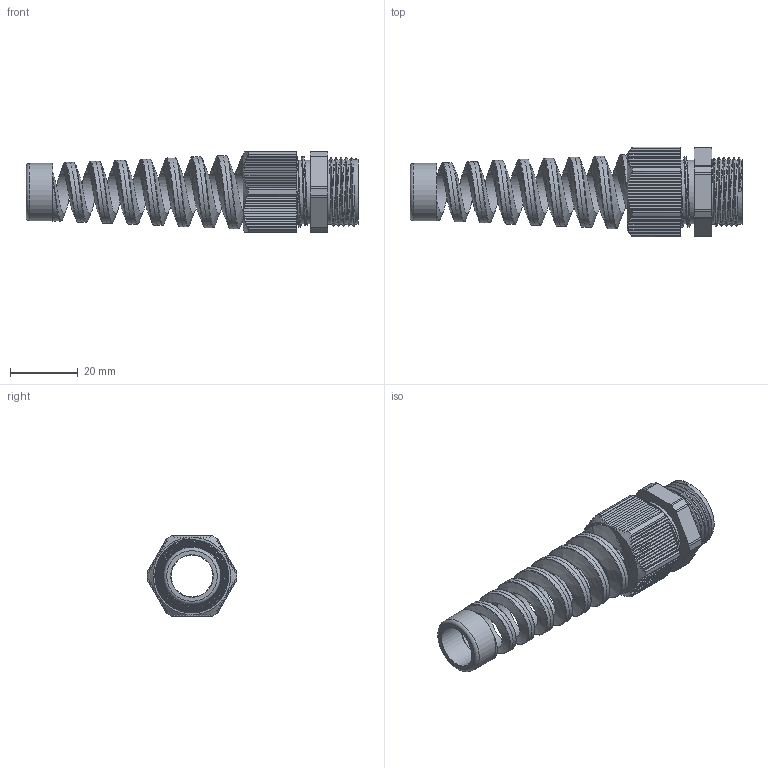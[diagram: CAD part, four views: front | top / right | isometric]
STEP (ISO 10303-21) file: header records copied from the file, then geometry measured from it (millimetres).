
FILE_DESCRIPTION(/* description */ ('Euro-Top mit BS PG13,5'),/* implementation_level */ '2;1');
FILE_NAME(/* name */ '11380413-RST.stp',/* time_stamp */ '2016-06-22T13:24:48+02:00',/* author */ ('SL'),/* organization */ (''),/* preprocessor_version */ 'ST-DEVELOPER v15.2',/* originating_system */ 'Autodesk Inventor 2014',/* authorisation */ '');
FILE_SCHEMA (('AUTOMOTIVE_DESIGN { 1 0 10303 214 3 1 1 }'));
Length unit declared in the file: millimetre
Products named in the file (7): Euro-Top-BS-04-BT-0002-11380413; Euro-Top-BS-04-BT-0001-11380413; Euro-Top-BS-04-BT-0004-11380413; Euro-Top-BS-04-BT-0005-11380413; Euro-Top-BS-04-BG-0001-11380413-BS; Euro-Top-BS-04-BT-0003-11380413; Euro-Top-BS-04-BG-0002-11380413
Assembly tree (6 placements, depth 3):
  Euro-Top-BS-04-BG-0002-11380413
    Euro-Top-BS-04-BT-0002-11380413
    Euro-Top-BS-04-BG-0001-11380413-BS
      Euro-Top-BS-04-BT-0001-11380413
      Euro-Top-BS-04-BT-0004-11380413
      Euro-Top-BS-04-BT-0005-11380413
    Euro-Top-BS-04-BT-0003-11380413
Bounding box: 98 x 26.55 x 24 mm (x, y, z)
Volume: 13797.2 mm3; surface area: 16928.2 mm2
Topology: 5 solids, 5 shells, 468 faces, 1297 edges, 844 vertices
Faces by surface type: plane 255, cylinder 133, bspline 46, torus 23, cone 11
Full cylindrical faces by diameter (mm): 12.3 x1, 12.6 x1, 12.7 x1, 14.72 x1, 15.3 x1, 15.55 x1, 16.9 x1, 18.76 x5, 19.07 x6, 21.3 x5
Entity records: 37582 total; most frequent: CARTESIAN_POINT 26684, ORIENTED_EDGE 2456, DIRECTION 2012, EDGE_CURVE 1228, VERTEX_POINT 812, AXIS2_PLACEMENT_3D 694, LINE 624, VECTOR 624
